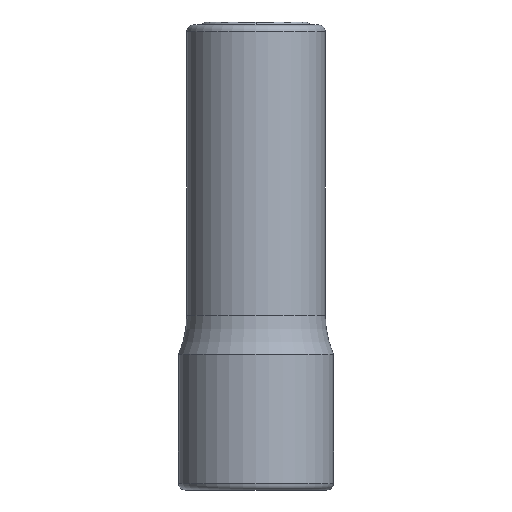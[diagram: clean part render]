
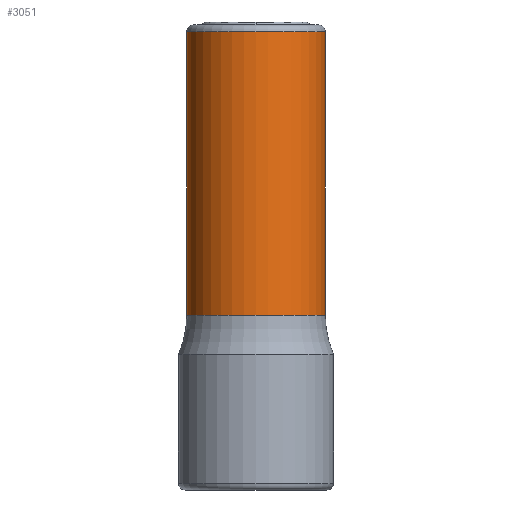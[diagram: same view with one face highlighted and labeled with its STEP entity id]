
A CAD part, front view. The second image highlights one B-rep face of the part: STEP entity #3051.
In plain terms, the highlighted cylindrical face has radius 7.15 mm (diameter 14.3 mm), a partial arc.
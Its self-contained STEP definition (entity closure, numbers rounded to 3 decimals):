
#2557=DIRECTION('',(0.,0.,1.));
#2558=VECTOR('',#2557,29.265);
#2559=CARTESIAN_POINT('',(-7.15,0.,17.735));
#2560=LINE('',#2559,#2558);
#2564=CARTESIAN_POINT('',(0.,0.,47.));
#2565=DIRECTION('',(0.,0.,1.));
#2566=DIRECTION('',(1.,0.,0.));
#2567=AXIS2_PLACEMENT_3D('',#2564,#2565,#2566);
#2572=CARTESIAN_POINT('',(0.,0.,17.735));
#2573=DIRECTION('',(0.,0.,1.));
#2574=DIRECTION('',(1.,0.,0.));
#2575=AXIS2_PLACEMENT_3D('',#2572,#2573,#2574);
#2580=DIRECTION('',(0.,0.,1.));
#2581=VECTOR('',#2580,29.265);
#2582=CARTESIAN_POINT('',(7.15,0.,17.735));
#2583=LINE('',#2582,#2581);
#2709=CARTESIAN_POINT('',(-7.15,0.,17.735));
#2710=CARTESIAN_POINT('',(7.15,0.,17.735));
#2711=VERTEX_POINT('',#2709);
#2712=VERTEX_POINT('',#2710);
#2733=CARTESIAN_POINT('',(7.15,0.,47.));
#2734=CARTESIAN_POINT('',(-7.15,0.,47.));
#2735=VERTEX_POINT('',#2733);
#2736=VERTEX_POINT('',#2734);
#3039=CARTESIAN_POINT('',(0.,0.,13.7));
#3040=DIRECTION('',(0.,0.,1.));
#3041=DIRECTION('',(1.,0.,0.));
#3042=AXIS2_PLACEMENT_3D('',#3039,#3040,#3041);
#3043=CYLINDRICAL_SURFACE('',#3042,7.15);
#3044=ORIENTED_EDGE('',*,*,#3004,.T.);
#3045=ORIENTED_EDGE('',*,*,#3034,.F.);
#3047=ORIENTED_EDGE('',*,*,#3046,.F.);
#3048=ORIENTED_EDGE('',*,*,#3030,.T.);
#3049=EDGE_LOOP('',(#3044,#3045,#3047,#3048));
#3050=FACE_OUTER_BOUND('',#3049,.F.);
#3051=ADVANCED_FACE('',(#3050),#3043,.T.);
#2568=CIRCLE('',#2567,7.15);
#2576=CIRCLE('',#2575,7.15);
#3004=EDGE_CURVE('',#2735,#2736,#2568,.T.);
#3030=EDGE_CURVE('',#2712,#2735,#2583,.T.);
#3034=EDGE_CURVE('',#2711,#2736,#2560,.T.);
#3046=EDGE_CURVE('',#2712,#2711,#2576,.T.);
